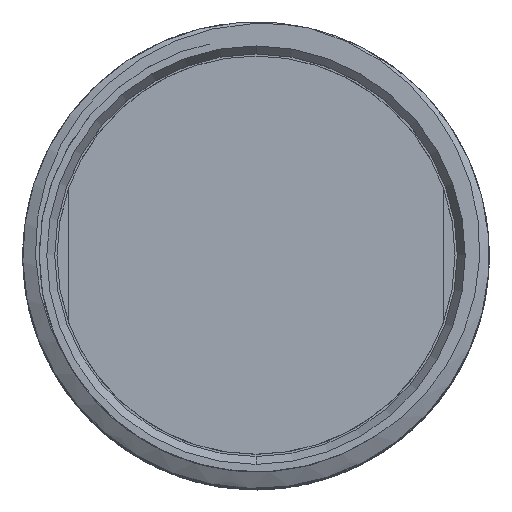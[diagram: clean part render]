
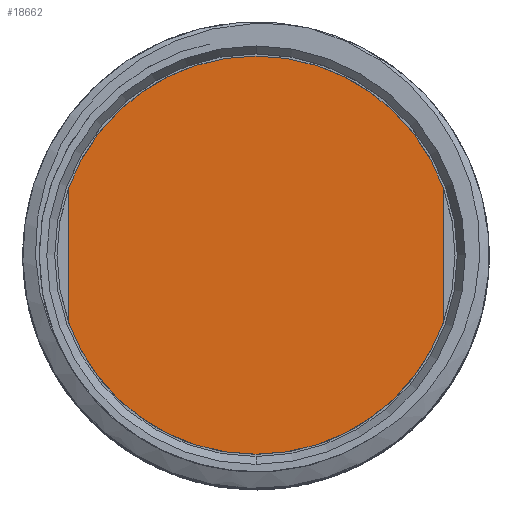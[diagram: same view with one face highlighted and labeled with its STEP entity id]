
A CAD part, top view. The second image highlights one B-rep face of the part: STEP entity #18662.
In plain terms, the highlighted planar face has unit normal (0, 0, 1).
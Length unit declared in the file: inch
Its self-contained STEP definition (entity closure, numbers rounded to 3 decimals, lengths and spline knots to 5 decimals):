
#8458=CARTESIAN_POINT('',(0.,0.,0.));
#8459=DIRECTION('',(0.,0.,1.));
#8460=DIRECTION('',(-0.942,-0.335,0.));
#8461=AXIS2_PLACEMENT_3D('',#8458,#8459,#8460);
#8463=CARTESIAN_POINT('',(0.,0.,0.));
#8464=DIRECTION('',(0.,0.,1.));
#8465=DIRECTION('',(0.,1.,0.));
#8466=AXIS2_PLACEMENT_3D('',#8463,#8464,#8465);
#8485=DIRECTION('',(0.,-1.,0.));
#8486=VECTOR('',#8485,0.20279);
#8487=CARTESIAN_POINT('',(0.285,0.1014,0.));
#8488=LINE('',#8487,#8486);
#8489=DIRECTION('',(0.,1.,0.));
#8490=VECTOR('',#8489,0.20279);
#8491=CARTESIAN_POINT('',(-0.285,-0.1014,0.));
#8492=LINE('',#8491,#8490);
#8501=CARTESIAN_POINT('',(0.,0.,0.));
#8502=DIRECTION('',(0.,0.,-1.));
#8503=DIRECTION('',(0.,1.,0.));
#8504=AXIS2_PLACEMENT_3D('',#8501,#8502,#8503);
#8514=CARTESIAN_POINT('',(0.,0.,0.));
#8515=DIRECTION('',(0.,0.,-1.));
#8516=DIRECTION('',(0.942,-0.335,0.));
#8517=AXIS2_PLACEMENT_3D('',#8514,#8515,#8516);
#9254=CARTESIAN_POINT('',(0.,0.3025,0.));
#9256=VERTEX_POINT('',#9254);
#9258=CARTESIAN_POINT('',(0.,-0.3025,0.));
#9260=VERTEX_POINT('',#9258);
#9290=CARTESIAN_POINT('',(0.285,0.1014,0.));
#9291=CARTESIAN_POINT('',(0.285,-0.1014,0.));
#9292=VERTEX_POINT('',#9290);
#9293=VERTEX_POINT('',#9291);
#9294=CARTESIAN_POINT('',(-0.285,-0.1014,0.));
#9295=CARTESIAN_POINT('',(-0.285,0.1014,0.));
#9296=VERTEX_POINT('',#9294);
#9297=VERTEX_POINT('',#9295);
#18646=CARTESIAN_POINT('',(0.,0.,0.));
#18647=DIRECTION('',(0.,0.,1.));
#18648=DIRECTION('',(0.,-1.,0.));
#18649=AXIS2_PLACEMENT_3D('',#18646,#18647,#18648);
#18650=PLANE('',#18649);
#18652=ORIENTED_EDGE('',*,*,#18651,.T.);
#18654=ORIENTED_EDGE('',*,*,#18653,.T.);
#18655=ORIENTED_EDGE('',*,*,#18608,.F.);
#18656=ORIENTED_EDGE('',*,*,#18638,.T.);
#18657=ORIENTED_EDGE('',*,*,#18615,.F.);
#18659=ORIENTED_EDGE('',*,*,#18658,.T.);
#18660=EDGE_LOOP('',(#18652,#18654,#18655,#18656,#18657,#18659));
#18661=FACE_OUTER_BOUND('',#18660,.F.);
#18662=ADVANCED_FACE('',(#18661),#18650,.T.);
#8462=CIRCLE('',#8461,0.3025);
#8467=CIRCLE('',#8466,0.3025);
#8505=CIRCLE('',#8504,0.3025);
#8518=CIRCLE('',#8517,0.3025);
#18608=EDGE_CURVE('',#9296,#9260,#8462,.T.);
#18615=EDGE_CURVE('',#9256,#9297,#8467,.T.);
#18638=EDGE_CURVE('',#9296,#9297,#8492,.T.);
#18651=EDGE_CURVE('',#9292,#9293,#8488,.T.);
#18653=EDGE_CURVE('',#9293,#9260,#8518,.T.);
#18658=EDGE_CURVE('',#9256,#9292,#8505,.T.);
